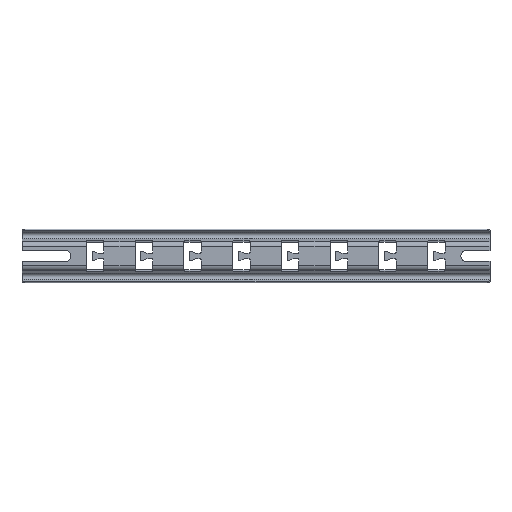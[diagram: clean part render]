
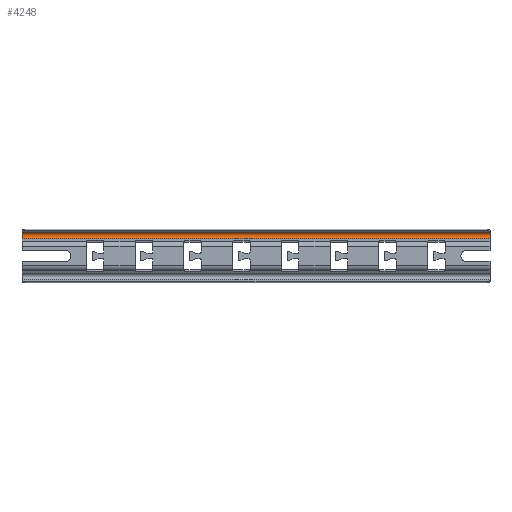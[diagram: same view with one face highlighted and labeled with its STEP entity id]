
A CAD part, front view. The second image highlights one B-rep face of the part: STEP entity #4248.
In plain terms, the highlighted cylindrical face has radius 3.5 mm (diameter 7 mm), a partial arc.
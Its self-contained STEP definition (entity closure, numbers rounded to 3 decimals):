
#96 = ORIENTED_EDGE ( 'NONE', *, *, #6275, .F. ) ;
#383 = DIRECTION ( 'NONE',  ( 0., 0., -1. ) ) ;
#547 = VECTOR ( 'NONE', #5218, 1000. ) ;
#757 = CARTESIAN_POINT ( 'NONE',  ( 0., 13.086, 24.131 ) ) ;
#1143 = CARTESIAN_POINT ( 'NONE',  ( 480., 13.086, 24.131 ) ) ;
#2041 = DIRECTION ( 'NONE',  ( 1., 0., 0. ) ) ;
#2280 = CARTESIAN_POINT ( 'NONE',  ( 480., 12.485, 17.635 ) ) ;
#2359 = AXIS2_PLACEMENT_3D ( 'NONE', #3399, #4839, #9471 ) ;
#2465 = DIRECTION ( 'NONE',  ( 1., 0., 0. ) ) ;
#2677 = CARTESIAN_POINT ( 'NONE',  ( 480., 11.521, 21. ) ) ;
#2713 = CARTESIAN_POINT ( 'NONE',  ( 480., 13.086, 24.131 ) ) ;
#2765 = ORIENTED_EDGE ( 'NONE', *, *, #9562, .F. ) ;
#2767 = CYLINDRICAL_SURFACE ( 'NONE', #2359, 3.5 ) ;
#3144 = EDGE_CURVE ( 'NONE', #3153, #3508, #8082, .T. ) ;
#3153 = VERTEX_POINT ( 'NONE', #8552 ) ;
#3186 = VERTEX_POINT ( 'NONE', #6710 ) ;
#3314 = AXIS2_PLACEMENT_3D ( 'NONE', #2677, #2041, #5606 ) ;
#3399 = CARTESIAN_POINT ( 'NONE',  ( 480., 11.521, 21. ) ) ;
#3508 = VERTEX_POINT ( 'NONE', #2713 ) ;
#3893 = VECTOR ( 'NONE', #7029, 1000. ) ;
#3994 = LINE ( 'NONE', #1143, #3893 ) ;
#4119 = FACE_OUTER_BOUND ( 'NONE', #4382, .T. ) ;
#4248 = ADVANCED_FACE ( 'NONE', ( #4119 ), #2767, .F. ) ;
#4382 = EDGE_LOOP ( 'NONE', ( #96, #2765, #6689, #6512 ) ) ;
#4726 = CARTESIAN_POINT ( 'NONE',  ( 0., 11.521, 21. ) ) ;
#4839 = DIRECTION ( 'NONE',  ( -1., 0., 0. ) ) ;
#4937 = VERTEX_POINT ( 'NONE', #757 ) ;
#5218 = DIRECTION ( 'NONE',  ( -1., 0., 0. ) ) ;
#5606 = DIRECTION ( 'NONE',  ( 0., 0., -1. ) ) ;
#5943 = LINE ( 'NONE', #2280, #547 ) ;
#6275 = EDGE_CURVE ( 'NONE', #3186, #4937, #9403, .T. ) ;
#6512 = ORIENTED_EDGE ( 'NONE', *, *, #7928, .T. ) ;
#6689 = ORIENTED_EDGE ( 'NONE', *, *, #3144, .T. ) ;
#6710 = CARTESIAN_POINT ( 'NONE',  ( 0., 12.485, 17.635 ) ) ;
#7029 = DIRECTION ( 'NONE',  ( -1., 0., 0. ) ) ;
#7928 = EDGE_CURVE ( 'NONE', #3508, #4937, #3994, .T. ) ;
#8082 = CIRCLE ( 'NONE', #3314, 3.5 ) ;
#8552 = CARTESIAN_POINT ( 'NONE',  ( 480., 12.485, 17.635 ) ) ;
#8777 = AXIS2_PLACEMENT_3D ( 'NONE', #4726, #2465, #383 ) ;
#9403 = CIRCLE ( 'NONE', #8777, 3.5 ) ;
#9471 = DIRECTION ( 'NONE',  ( 0., 0., 1. ) ) ;
#9562 = EDGE_CURVE ( 'NONE', #3153, #3186, #5943, .T. ) ;
